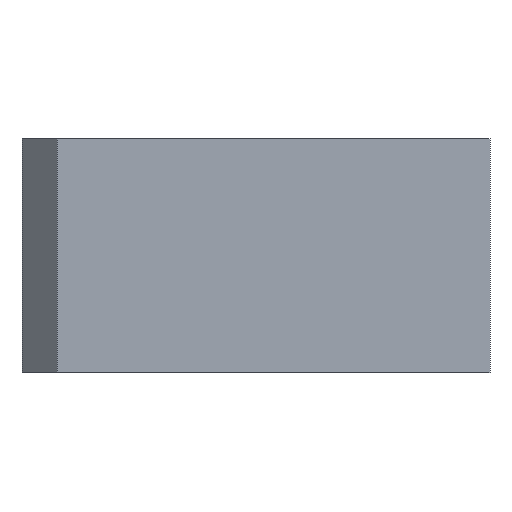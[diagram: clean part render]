
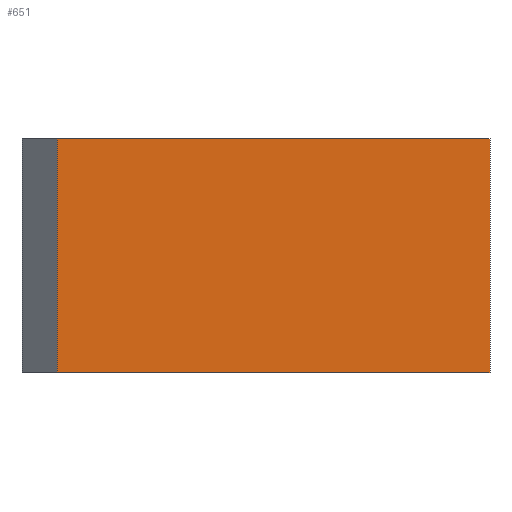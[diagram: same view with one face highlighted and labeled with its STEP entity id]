
A CAD part, front view. The second image highlights one B-rep face of the part: STEP entity #651.
In plain terms, the highlighted planar face has unit normal (0, -1, 0).
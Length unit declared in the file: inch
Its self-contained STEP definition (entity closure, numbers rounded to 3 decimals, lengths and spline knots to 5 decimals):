
#73=FACE_OUTER_BOUND('',#113,.T.);
#113=EDGE_LOOP('',(#564,#565,#566,#567));
#177=LINE('',#1047,#259);
#181=LINE('',#1055,#263);
#195=LINE('',#1083,#277);
#196=LINE('',#1085,#278);
#259=VECTOR('',#867,0.3937);
#263=VECTOR('',#873,0.3937);
#277=VECTOR('',#901,0.3937);
#278=VECTOR('',#904,0.3937);
#313=VERTEX_POINT('',#1040);
#316=VERTEX_POINT('',#1045);
#319=VERTEX_POINT('',#1053);
#326=VERTEX_POINT('',#1081);
#389=EDGE_CURVE('',#316,#313,#177,.T.);
#393=EDGE_CURVE('',#316,#319,#181,.T.);
#407=EDGE_CURVE('',#319,#326,#195,.T.);
#408=EDGE_CURVE('',#313,#326,#196,.T.);
#564=ORIENTED_EDGE('',*,*,#389,.F.);
#565=ORIENTED_EDGE('',*,*,#393,.T.);
#566=ORIENTED_EDGE('',*,*,#407,.T.);
#567=ORIENTED_EDGE('',*,*,#408,.F.);
#611=PLANE('',#732);
#651=ADVANCED_FACE('',(#73),#611,.T.);
#732=AXIS2_PLACEMENT_3D('',#1084,#902,#903);
#867=DIRECTION('',(0.,0.,1.));
#873=DIRECTION('',(1.,0.,0.));
#901=DIRECTION('',(0.,0.,1.));
#902=DIRECTION('center_axis',(0.,-1.,0.));
#903=DIRECTION('ref_axis',(1.,0.,0.));
#904=DIRECTION('',(1.,0.,0.));
#1040=CARTESIAN_POINT('',(0.6,0.,4.));
#1045=CARTESIAN_POINT('',(0.6,0.,0.));
#1047=CARTESIAN_POINT('',(0.6,0.,0.));
#1053=CARTESIAN_POINT('',(8.,0.,0.));
#1055=CARTESIAN_POINT('',(0.,0.,0.));
#1081=CARTESIAN_POINT('',(8.,0.,4.));
#1083=CARTESIAN_POINT('',(8.,0.,0.));
#1084=CARTESIAN_POINT('Origin',(0.,0.,0.));
#1085=CARTESIAN_POINT('',(0.,0.,4.));
